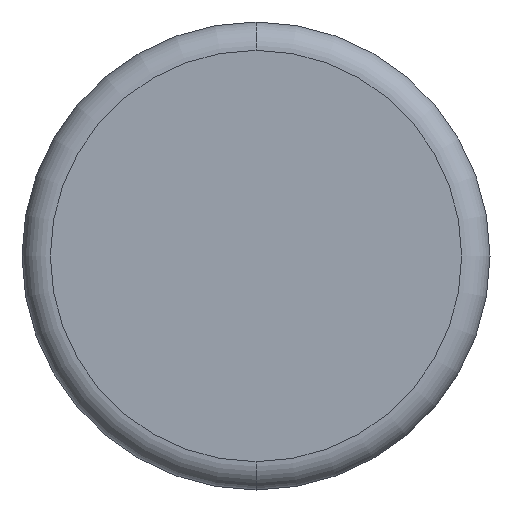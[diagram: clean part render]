
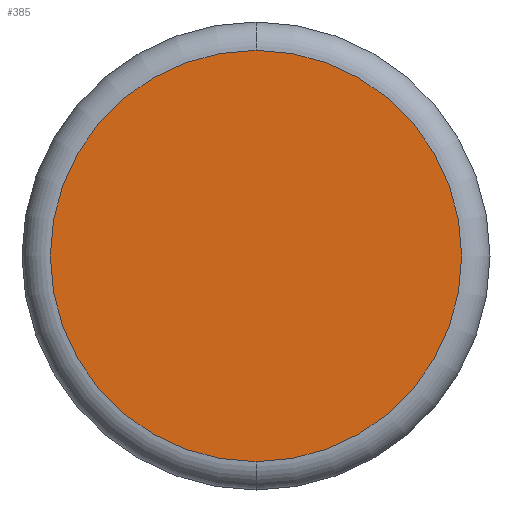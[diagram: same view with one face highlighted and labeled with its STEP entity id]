
A CAD part, front view. The second image highlights one B-rep face of the part: STEP entity #385.
In plain terms, the highlighted planar face has unit normal (0, -1, 0).
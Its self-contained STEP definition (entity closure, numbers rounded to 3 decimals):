
#34 = VERTEX_POINT ( 'NONE', #674 ) ;
#39 = AXIS2_PLACEMENT_3D ( 'NONE', #129, #523, #462 ) ;
#88 = DIRECTION ( 'NONE',  ( 0., 0., 1. ) ) ;
#103 = EDGE_CURVE ( 'NONE', #34, #655, #747, .T. ) ;
#129 = CARTESIAN_POINT ( 'NONE',  ( 0., 0., 0. ) ) ;
#146 = FACE_OUTER_BOUND ( 'NONE', #750, .T. ) ;
#214 = CIRCLE ( 'NONE', #506, 0.835 ) ;
#371 = DIRECTION ( 'NONE',  ( 0., 1., 0. ) ) ;
#376 = EDGE_CURVE ( 'NONE', #655, #34, #214, .T. ) ;
#385 = ADVANCED_FACE ( 'NONE', ( #146 ), #546, .F. ) ;
#430 = DIRECTION ( 'NONE',  ( 0., 1., 0. ) ) ;
#462 = DIRECTION ( 'NONE',  ( 0., 0., 1. ) ) ;
#469 = AXIS2_PLACEMENT_3D ( 'NONE', #673, #371, #601 ) ;
#506 = AXIS2_PLACEMENT_3D ( 'NONE', #541, #430, #88 ) ;
#523 = DIRECTION ( 'NONE',  ( 0., 1., 0. ) ) ;
#541 = CARTESIAN_POINT ( 'NONE',  ( 0., 0., 0. ) ) ;
#546 = PLANE ( 'NONE',  #469 ) ;
#601 = DIRECTION ( 'NONE',  ( 0., 0., 1. ) ) ;
#604 = CARTESIAN_POINT ( 'NONE',  ( 0., 0., 0.835 ) ) ;
#655 = VERTEX_POINT ( 'NONE', #604 ) ;
#673 = CARTESIAN_POINT ( 'NONE',  ( 0., 0., 0. ) ) ;
#674 = CARTESIAN_POINT ( 'NONE',  ( 0., 0., -0.835 ) ) ;
#699 = ORIENTED_EDGE ( 'NONE', *, *, #103, .F. ) ;
#710 = ORIENTED_EDGE ( 'NONE', *, *, #376, .F. ) ;
#747 = CIRCLE ( 'NONE', #39, 0.835 ) ;
#750 = EDGE_LOOP ( 'NONE', ( #699, #710 ) ) ;
